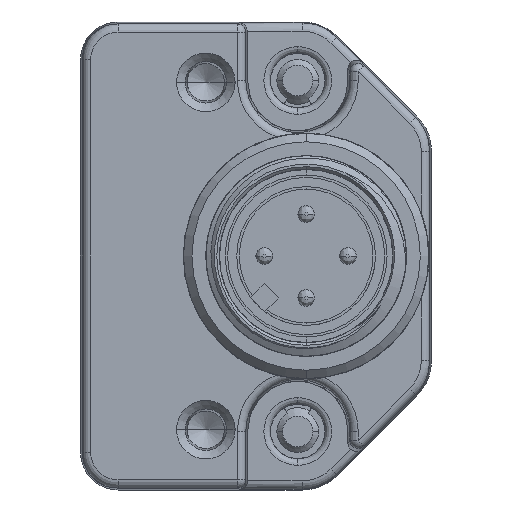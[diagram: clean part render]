
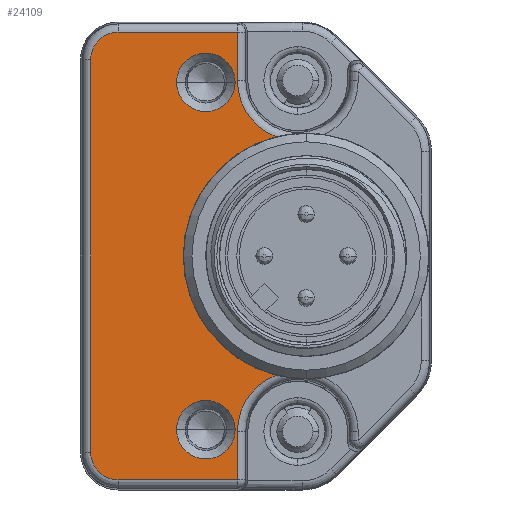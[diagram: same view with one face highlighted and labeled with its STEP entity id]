
A CAD part, left-side view. The second image highlights one B-rep face of the part: STEP entity #24109.
In plain terms, the highlighted planar face has unit normal (-1, 0, 0).
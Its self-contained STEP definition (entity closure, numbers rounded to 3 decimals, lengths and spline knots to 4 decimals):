
#221=CARTESIAN_POINT('',(-0.5118,0.315,
-0.4134));
#222=DIRECTION('',(1.,0.,0.));
#223=DIRECTION('',(0.,1.,0.));
#224=AXIS2_PLACEMENT_3D('',#221,#222,#223);
#226=DIRECTION('',(0.,0.,1.));
#227=VECTOR('',#226,0.1138);
#228=CARTESIAN_POINT('',(-0.5118,0.4572,
-0.5272));
#229=LINE('',#228,#227);
#230=DIRECTION('',(0.,-1.,0.));
#231=VECTOR('',#230,0.281);
#232=CARTESIAN_POINT('',(-0.5118,0.7382,
-0.5272));
#233=LINE('',#232,#231);
#234=CARTESIAN_POINT('',(-0.5118,0.7382,
-0.4626));
#235=DIRECTION('',(-1.,0.,0.));
#236=DIRECTION('',(0.,1.,0.));
#237=AXIS2_PLACEMENT_3D('',#234,#235,#236);
#239=DIRECTION('',(0.,0.,-1.));
#240=VECTOR('',#239,0.9252);
#241=CARTESIAN_POINT('',(-0.5118,0.8028,
0.4626));
#242=LINE('',#241,#240);
#243=CARTESIAN_POINT('',(-0.5118,0.7382,
0.4626));
#244=DIRECTION('',(-1.,0.,0.));
#245=DIRECTION('',(0.,0.,1.));
#246=AXIS2_PLACEMENT_3D('',#243,#244,#245);
#248=DIRECTION('',(0.,1.,0.));
#249=VECTOR('',#248,0.281);
#250=CARTESIAN_POINT('',(-0.5118,0.4572,
0.5272));
#251=LINE('',#250,#249);
#252=DIRECTION('',(0.,0.,1.));
#253=VECTOR('',#252,0.1138);
#254=CARTESIAN_POINT('',(-0.5118,0.4572,
0.4134));
#255=LINE('',#254,#253);
#256=CARTESIAN_POINT('',(-0.5118,0.315,
0.4134));
#257=DIRECTION('',(1.,0.,0.));
#258=DIRECTION('',(0.,0.359,-0.933));
#259=AXIS2_PLACEMENT_3D('',#256,#257,#258);
#261=CARTESIAN_POINT('',(-0.5118,0.2953,0.));
#262=DIRECTION('',(-1.,0.,0.));
#263=DIRECTION('',(0.,0.244,0.97));
#264=AXIS2_PLACEMENT_3D('',#261,#262,#263);
#266=CARTESIAN_POINT('',(-0.5118,0.5315,
-0.4091));
#267=DIRECTION('',(1.,0.,0.));
#268=DIRECTION('',(0.,1.,0.));
#269=AXIS2_PLACEMENT_3D('',#266,#267,#268);
#271=CARTESIAN_POINT('',(-0.5118,0.5315,
-0.4091));
#272=DIRECTION('',(1.,0.,0.));
#273=DIRECTION('',(0.,-1.,0.));
#274=AXIS2_PLACEMENT_3D('',#271,#272,#273);
#276=CARTESIAN_POINT('',(-0.5118,0.5315,
0.4091));
#277=DIRECTION('',(1.,0.,0.));
#278=DIRECTION('',(0.,1.,0.));
#279=AXIS2_PLACEMENT_3D('',#276,#277,#278);
#281=CARTESIAN_POINT('',(-0.5118,0.5315,
0.4091));
#282=DIRECTION('',(1.,0.,0.));
#283=DIRECTION('',(0.,-1.,0.));
#284=AXIS2_PLACEMENT_3D('',#281,#282,#283);
#21076=CARTESIAN_POINT('',(-0.5118,0.8028,
-0.4626));
#21077=CARTESIAN_POINT('',(-0.5118,0.7382,
-0.5272));
#21078=VERTEX_POINT('',#21076);
#21079=VERTEX_POINT('',#21077);
#21084=CARTESIAN_POINT('',(-0.5118,0.8028,
0.4626));
#21085=VERTEX_POINT('',#21084);
#21088=CARTESIAN_POINT('',(-0.5118,0.7382,
0.5272));
#21089=VERTEX_POINT('',#21088);
#21112=CARTESIAN_POINT('',(-0.5118,0.6004,
-0.4091));
#21113=CARTESIAN_POINT('',(-0.5118,0.4626,
-0.4091));
#21114=VERTEX_POINT('',#21112);
#21115=VERTEX_POINT('',#21113);
#21116=CARTESIAN_POINT('',(-0.5118,0.6004,
0.4091));
#21117=CARTESIAN_POINT('',(-0.5118,0.4626,
0.4091));
#21118=VERTEX_POINT('',#21116);
#21119=VERTEX_POINT('',#21117);
#21148=CARTESIAN_POINT('',(-0.5118,0.4572,
-0.4134));
#21149=CARTESIAN_POINT('',(-0.5118,0.366,
-0.2806));
#21150=VERTEX_POINT('',#21148);
#21151=VERTEX_POINT('',#21149);
#21152=CARTESIAN_POINT('',(-0.5118,0.4572,
-0.5272));
#21153=VERTEX_POINT('',#21152);
#21176=CARTESIAN_POINT('',(-0.5118,0.366,
0.2806));
#21177=CARTESIAN_POINT('',(-0.5118,0.4572,
0.4134));
#21178=VERTEX_POINT('',#21176);
#21179=VERTEX_POINT('',#21177);
#21180=CARTESIAN_POINT('',(-0.5118,0.4572,
0.5272));
#21181=VERTEX_POINT('',#21180);
#24071=CARTESIAN_POINT('',(-0.5118,0.,0.));
#24072=DIRECTION('',(-1.,0.,0.));
#24073=DIRECTION('',(0.,0.,1.));
#24074=AXIS2_PLACEMENT_3D('',#24071,#24072,#24073);
#24075=PLANE('',#24074);
#24077=ORIENTED_EDGE('',*,*,#24076,.F.);
#24079=ORIENTED_EDGE('',*,*,#24078,.F.);
#24081=ORIENTED_EDGE('',*,*,#24080,.F.);
#24083=ORIENTED_EDGE('',*,*,#24082,.F.);
#24084=ORIENTED_EDGE('',*,*,#24061,.F.);
#24086=ORIENTED_EDGE('',*,*,#24085,.F.);
#24088=ORIENTED_EDGE('',*,*,#24087,.F.);
#24090=ORIENTED_EDGE('',*,*,#24089,.F.);
#24092=ORIENTED_EDGE('',*,*,#24091,.F.);
#24094=ORIENTED_EDGE('',*,*,#24093,.T.);
#24095=EDGE_LOOP('',(#24077,#24079,#24081,#24083,#24084,#24086,#24088,#24090,
#24092,#24094));
#24096=FACE_OUTER_BOUND('',#24095,.F.);
#24098=ORIENTED_EDGE('',*,*,#24097,.F.);
#24100=ORIENTED_EDGE('',*,*,#24099,.F.);
#24101=EDGE_LOOP('',(#24098,#24100));
#24102=FACE_BOUND('',#24101,.F.);
#24104=ORIENTED_EDGE('',*,*,#24103,.F.);
#24106=ORIENTED_EDGE('',*,*,#24105,.F.);
#24107=EDGE_LOOP('',(#24104,#24106));
#24108=FACE_BOUND('',#24107,.F.);
#24109=ADVANCED_FACE('',(#24096,#24102,#24108),#24075,.T.);
#225=CIRCLE('',#224,0.1423);
#238=CIRCLE('',#237,0.0646);
#247=CIRCLE('',#246,0.0646);
#260=CIRCLE('',#259,0.1423);
#265=CIRCLE('',#264,0.2894);
#270=CIRCLE('',#269,0.0689);
#275=CIRCLE('',#274,0.0689);
#280=CIRCLE('',#279,0.0689);
#285=CIRCLE('',#284,0.0689);
#24061=EDGE_CURVE('',#21085,#21078,#242,.T.);
#24076=EDGE_CURVE('',#21150,#21151,#225,.T.);
#24078=EDGE_CURVE('',#21153,#21150,#229,.T.);
#24080=EDGE_CURVE('',#21079,#21153,#233,.T.);
#24082=EDGE_CURVE('',#21078,#21079,#238,.T.);
#24085=EDGE_CURVE('',#21089,#21085,#247,.T.);
#24087=EDGE_CURVE('',#21181,#21089,#251,.T.);
#24089=EDGE_CURVE('',#21179,#21181,#255,.T.);
#24091=EDGE_CURVE('',#21178,#21179,#260,.T.);
#24093=EDGE_CURVE('',#21178,#21151,#265,.T.);
#24097=EDGE_CURVE('',#21114,#21115,#270,.T.);
#24099=EDGE_CURVE('',#21115,#21114,#275,.T.);
#24103=EDGE_CURVE('',#21118,#21119,#280,.T.);
#24105=EDGE_CURVE('',#21119,#21118,#285,.T.);
